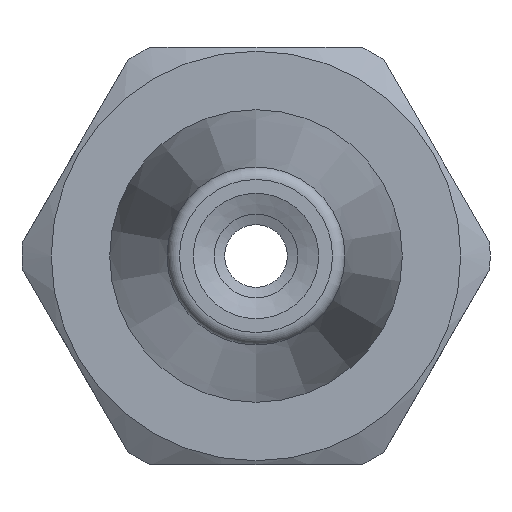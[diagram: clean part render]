
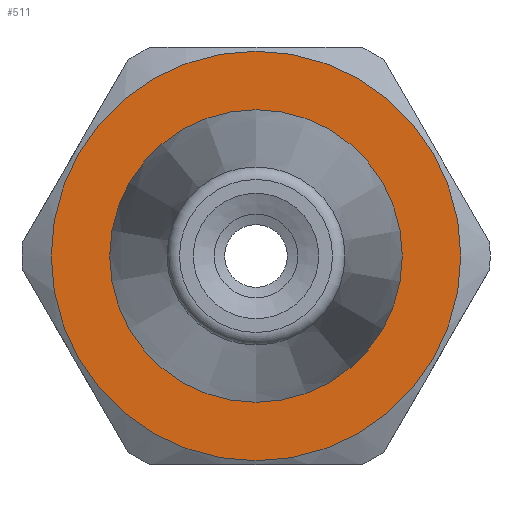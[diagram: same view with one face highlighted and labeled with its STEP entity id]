
A CAD part, front view. The second image highlights one B-rep face of the part: STEP entity #511.
In plain terms, the highlighted planar face has unit normal (0, -1, 0).
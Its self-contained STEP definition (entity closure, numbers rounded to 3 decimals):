
#56=CIRCLE('',#572,3.325);
#57=CIRCLE('',#573,4.9);
#132=ORIENTED_EDGE('',*,*,#254,.T.);
#133=ORIENTED_EDGE('',*,*,#255,.F.);
#254=EDGE_CURVE('',#314,#314,#56,.T.);
#255=EDGE_CURVE('',#315,#315,#57,.T.);
#314=VERTEX_POINT('',#921);
#315=VERTEX_POINT('',#923);
#371=EDGE_LOOP('',(#132));
#372=EDGE_LOOP('',(#133));
#437=FACE_BOUND('',#371,.T.);
#438=FACE_BOUND('',#372,.T.);
#499=PLANE('',#571);
#511=ADVANCED_FACE('',(#437,#438),#499,.F.);
#571=AXIS2_PLACEMENT_3D('',#919,#680,#681);
#572=AXIS2_PLACEMENT_3D('',#920,#682,#683);
#573=AXIS2_PLACEMENT_3D('',#922,#684,#685);
#680=DIRECTION('',(0.,1.,0.));
#681=DIRECTION('',(0.,0.,1.));
#682=DIRECTION('',(0.,1.,0.));
#683=DIRECTION('',(0.,0.,1.));
#684=DIRECTION('',(0.,1.,0.));
#685=DIRECTION('',(0.,0.,1.));
#919=CARTESIAN_POINT('',(4.9,25.,0.));
#920=CARTESIAN_POINT('',(0.,25.,0.));
#921=CARTESIAN_POINT('',(0.,25.,3.325));
#922=CARTESIAN_POINT('',(0.,25.,0.));
#923=CARTESIAN_POINT('',(0.,25.,4.9));
